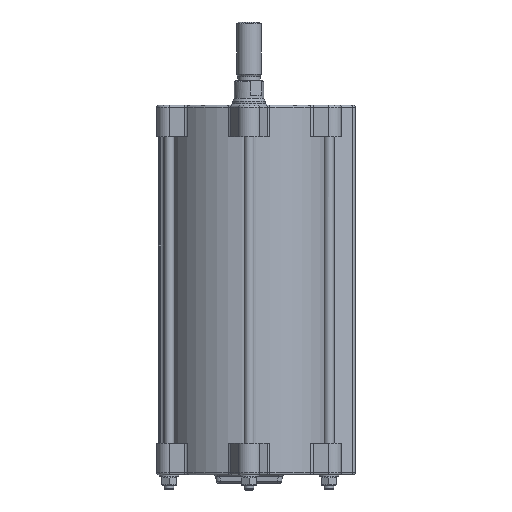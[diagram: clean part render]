
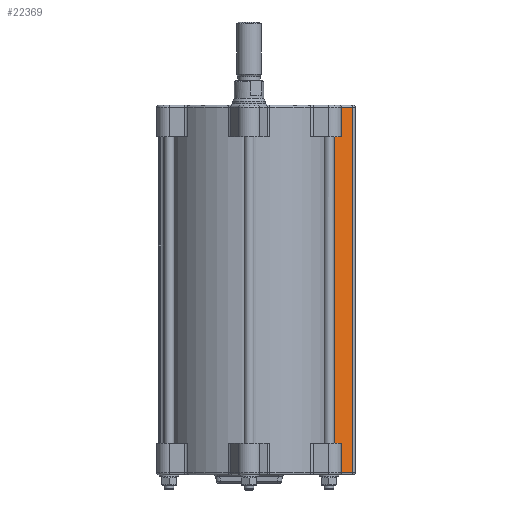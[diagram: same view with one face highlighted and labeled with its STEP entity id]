
A CAD part, front view. The second image highlights one B-rep face of the part: STEP entity #22369.
In plain terms, the highlighted planar face has unit normal (0.342, -0.94, 0).
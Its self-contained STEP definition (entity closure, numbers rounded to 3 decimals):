
#1487=LINE('',#40957,#2119);
#1529=LINE('',#41249,#2161);
#1572=LINE('',#41524,#2204);
#1668=LINE('',#44132,#2300);
#2119=VECTOR('',#29147,10.);
#2161=VECTOR('',#29537,10.);
#2204=VECTOR('',#29868,10.);
#2300=VECTOR('',#30996,10.);
#2849=PLANE('',#25117);
#4888=FACE_OUTER_BOUND('',#6714,.T.);
#6714=EDGE_LOOP('',(#18137,#18138,#18139,#18140));
#9854=VERTEX_POINT('',#40951);
#9855=VERTEX_POINT('',#40955);
#9919=VERTEX_POINT('',#41247);
#9988=VERTEX_POINT('',#41518);
#12235=EDGE_CURVE('',#9855,#9854,#1487,.T.);
#12367=EDGE_CURVE('',#9919,#9855,#1529,.T.);
#12498=EDGE_CURVE('',#9988,#9919,#1572,.T.);
#12970=EDGE_CURVE('',#9854,#9988,#1668,.T.);
#18137=ORIENTED_EDGE('',*,*,#12367,.F.);
#18138=ORIENTED_EDGE('',*,*,#12498,.F.);
#18139=ORIENTED_EDGE('',*,*,#12970,.F.);
#18140=ORIENTED_EDGE('',*,*,#12235,.F.);
#22369=ADVANCED_FACE('',(#4888),#2849,.T.);
#25117=AXIS2_PLACEMENT_3D('',#44131,#30994,#30995);
#29147=DIRECTION('',(0.94,0.342,0.));
#29537=DIRECTION('',(0.,0.,1.));
#29868=DIRECTION('',(-0.94,-0.342,0.));
#30994=DIRECTION('center_axis',(0.342,-0.94,0.));
#30995=DIRECTION('ref_axis',(-0.94,-0.342,0.));
#30996=DIRECTION('',(0.,0.,-1.));
#40951=CARTESIAN_POINT('',(5.207,182.907,531.321));
#40955=CARTESIAN_POINT('',(-16.26,175.094,531.321));
#40957=CARTESIAN_POINT('',(-62.971,158.092,531.321));
#41247=CARTESIAN_POINT('',(-16.26,175.094,83.821));
#41249=CARTESIAN_POINT('',(-16.26,175.094,533.821));
#41518=CARTESIAN_POINT('',(5.207,182.907,83.821));
#41524=CARTESIAN_POINT('',(-46.971,163.915,83.821));
#44131=CARTESIAN_POINT('Origin',(8.497,184.104,119.821));
#44132=CARTESIAN_POINT('',(5.207,182.907,119.821));
